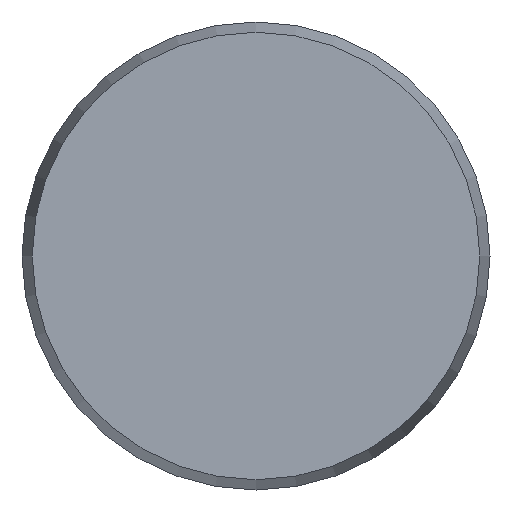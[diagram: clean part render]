
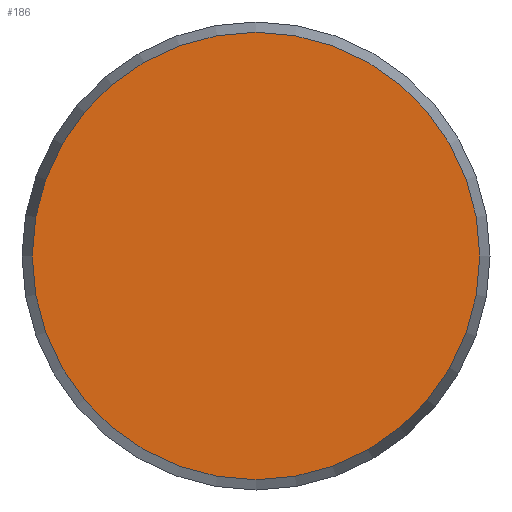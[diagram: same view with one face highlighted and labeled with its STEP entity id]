
A CAD part, front view. The second image highlights one B-rep face of the part: STEP entity #186.
In plain terms, the highlighted planar face has unit normal (0, -1, 0).
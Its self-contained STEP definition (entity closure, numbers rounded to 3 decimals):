
#186 = ADVANCED_FACE( '', ( #384 ), #385, .F. );
#384 = FACE_OUTER_BOUND( '', #613, .T. );
#385 = PLANE( '', #614 );
#613 = EDGE_LOOP( '', ( #1042 ) );
#614 = AXIS2_PLACEMENT_3D( '', #1043, #1044, #1045 );
#1042 = ORIENTED_EDGE( '', *, *, #1207, .T. );
#1043 = CARTESIAN_POINT( '', ( 38.25, 0., 0. ) );
#1044 = DIRECTION( '', ( 0., 1., 0. ) );
#1045 = DIRECTION( '', ( 0., 0., 1. ) );
#1207 = EDGE_CURVE( '', #1446, #1446, #1447, .T. );
#1446 = VERTEX_POINT( '', #1932 );
#1447 = CIRCLE( '', #1933, 38.25 );
#1932 = CARTESIAN_POINT( '', ( 0., 0., -38.25 ) );
#1933 = AXIS2_PLACEMENT_3D( '', #2176, #2177, #2178 );
#2176 = CARTESIAN_POINT( '', ( 0., 0., 0. ) );
#2177 = DIRECTION( '', ( 0., -1., 0. ) );
#2178 = DIRECTION( '', ( 0., 0., -1. ) );
